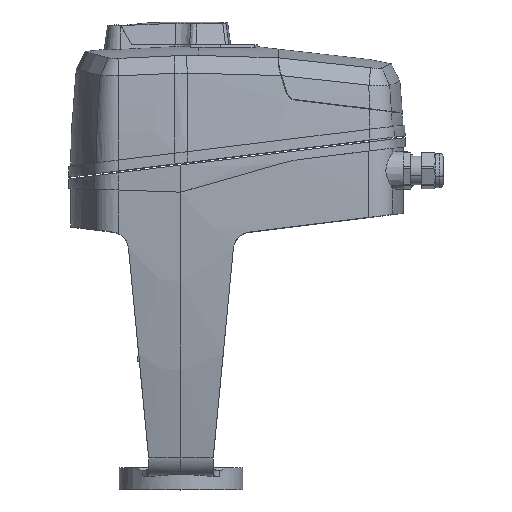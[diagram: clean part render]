
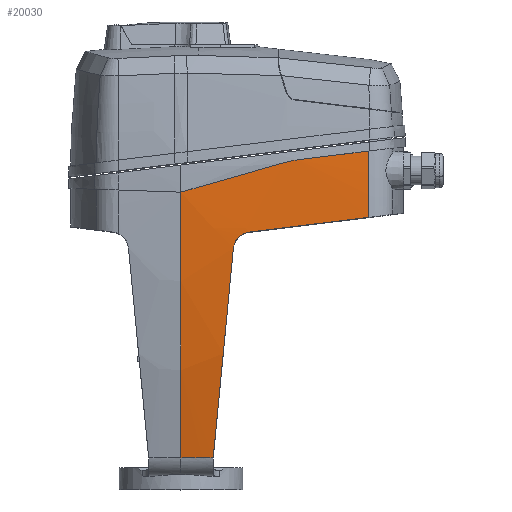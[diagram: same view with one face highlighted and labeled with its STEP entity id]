
A CAD part, top view. The second image highlights one B-rep face of the part: STEP entity #20030.
In plain terms, the highlighted toroidal (fillet/blend) face has major radius 299.848 mm and minor radius 1000 mm.
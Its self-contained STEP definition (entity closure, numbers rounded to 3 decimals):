
#152 = CARTESIAN_POINT ( 'NONE',  ( 65.384, 3.991, 57.704 ) ) ;
#508 = AXIS2_PLACEMENT_3D ( 'NONE', #19955, #10293, #725 ) ;
#592 = VERTEX_POINT ( 'NONE', #13532 ) ;
#672 = ORIENTED_EDGE ( 'NONE', *, *, #7080, .T. ) ;
#725 = DIRECTION ( 'NONE',  ( 1., 0., 0. ) ) ;
#751 = CARTESIAN_POINT ( 'NONE',  ( 21.711, -123.539, 49.671 ) ) ;
#792 = CARTESIAN_POINT ( 'NONE',  ( 0., -14.118, 60.858 ) ) ;
#1361 = ORIENTED_EDGE ( 'NONE', *, *, #2177, .F. ) ;
#1474 = CARTESIAN_POINT ( 'NONE',  ( 78.563, 5.609, 56.599 ) ) ;
#1476 = CARTESIAN_POINT ( 'NONE',  ( 33.752, -37.85, 58.815 ) ) ;
#1520 = EDGE_CURVE ( 'NONE', #2381, #592, #19243, .T. ) ;
#1553 = ORIENTED_EDGE ( 'NONE', *, *, #1520, .F. ) ;
#1902 = B_SPLINE_CURVE_WITH_KNOTS ( 'NONE', 3,
 ( #792, #8769, #2401, #13644 ),
 .UNSPECIFIED., .F., .F.,
 ( 4, 4 ),
 ( 0., 0. ),
 .UNSPECIFIED. ) ;
#2177 = EDGE_CURVE ( 'NONE', #17503, #16832, #7788, .T. ) ;
#2357 = CARTESIAN_POINT ( 'NONE',  ( 18., -162.134, 41.475 ) ) ;
#2381 = VERTEX_POINT ( 'NONE', #6981 ) ;
#2401 = CARTESIAN_POINT ( 'NONE',  ( 0., -14.118, 60.858 ) ) ;
#2665 = EDGE_CURVE ( 'NONE', #16832, #7014, #19884, .T. ) ;
#2830 = CARTESIAN_POINT ( 'NONE',  ( 104.838, -28.127, 53.075 ) ) ;
#3102 = ORIENTED_EDGE ( 'NONE', *, *, #7205, .F. ) ;
#3204 = CARTESIAN_POINT ( 'NONE',  ( 0., 0., -639. ) ) ;
#3285 = EDGE_LOOP ( 'NONE', ( #7208, #3102, #1553, #672, #8274, #12341, #6224, #1361, #19167, #6935 ) ) ;
#3336 = CIRCLE ( 'NONE', #508, 1000. ) ;
#3648 = EDGE_CURVE ( 'NONE', #7014, #11024, #5250, .T. ) ;
#4721 = CARTESIAN_POINT ( 'NONE',  ( 104.838, 8.835, 53.59 ) ) ;
#4731 = CARTESIAN_POINT ( 'NONE',  ( 38.489, -3.081, 59.787 ) ) ;
#4823 = CIRCLE ( 'NONE', #7333, 700. ) ;
#4846 = DIRECTION ( 'NONE',  ( 0., 1., 0. ) ) ;
#4884 = DIRECTION ( 'NONE',  ( 1., 0., 0. ) ) ;
#4933 = CARTESIAN_POINT ( 'NONE',  ( 37.967, -36.338, 58.67 ) ) ;
#5250 = B_SPLINE_CURVE_WITH_KNOTS ( 'NONE', 3,
 ( #12701, #1474, #14313, #4721 ),
 .UNSPECIFIED., .F., .F.,
 ( 4, 4 ),
 ( 0., 0.04 ),
 .UNSPECIFIED. ) ;
#5298 = EDGE_CURVE ( 'NONE', #17503, #13787, #1902, .T. ) ;
#5964 = CARTESIAN_POINT ( 'NONE',  ( -17.452, 0., -639. ) ) ;
#6164 = VERTEX_POINT ( 'NONE', #20681 ) ;
#6224 = ORIENTED_EDGE ( 'NONE', *, *, #2665, .F. ) ;
#6359 = CARTESIAN_POINT ( 'NONE',  ( 19.257, -8.596, 60.633 ) ) ;
#6492 = CARTESIAN_POINT ( 'NONE',  ( 31.267, -40.131, 58.812 ) ) ;
#6771 = CARTESIAN_POINT ( 'NONE',  ( 29.489, -43.635, 58.687 ) ) ;
#6818 = CARTESIAN_POINT ( 'NONE',  ( 37.967, -36.338, 58.67 ) ) ;
#6935 = ORIENTED_EDGE ( 'NONE', *, *, #6941, .T. ) ;
#6941 = EDGE_CURVE ( 'NONE', #13787, #19002, #4823, .T. ) ;
#6981 = CARTESIAN_POINT ( 'NONE',  ( 37.967, -36.338, 58.67 ) ) ;
#7014 = VERTEX_POINT ( 'NONE', #11398 ) ;
#7080 = EDGE_CURVE ( 'NONE', #2381, #17954, #9218, .T. ) ;
#7161 = CARTESIAN_POINT ( 'NONE',  ( 29.232, -45.307, 58.592 ) ) ;
#7205 = EDGE_CURVE ( 'NONE', #592, #6164, #18904, .T. ) ;
#7208 = ORIENTED_EDGE ( 'NONE', *, *, #13953, .F. ) ;
#7333 = AXIS2_PLACEMENT_3D ( 'NONE', #3204, #14454, #4846 ) ;
#7620 = DIRECTION ( 'NONE',  ( 0., 1., 0. ) ) ;
#7788 = B_SPLINE_CURVE_WITH_KNOTS ( 'NONE', 3,
 ( #7944, #6359, #4731, #9515 ),
 .UNSPECIFIED., .F., .F.,
 ( 4, 4 ),
 ( 0., 0.06 ),
 .UNSPECIFIED. ) ;
#7944 = CARTESIAN_POINT ( 'NONE',  ( 0., -14.118, 60.858 ) ) ;
#8232 = AXIS2_PLACEMENT_3D ( 'NONE', #5964, #17222, #7620 ) ;
#8274 = ORIENTED_EDGE ( 'NONE', *, *, #18074, .F. ) ;
#8724 = CARTESIAN_POINT ( 'NONE',  ( 27.338, -65.01, 57.401 ) ) ;
#8769 = CARTESIAN_POINT ( 'NONE',  ( 0., -14.118, 60.858 ) ) ;
#9218 = B_SPLINE_CURVE_WITH_KNOTS ( 'NONE', 3,
 ( #6818, #9919, #19631, #9985 ),
 .UNSPECIFIED., .F., .F.,
 ( 4, 4 ),
 ( 0.038, 0.106 ),
 .UNSPECIFIED. ) ;
#9515 = CARTESIAN_POINT ( 'NONE',  ( 57.696, 2.426, 58.32 ) ) ;
#9736 = CARTESIAN_POINT ( 'NONE',  ( 62.782, 3.671, 57.922 ) ) ;
#9919 = CARTESIAN_POINT ( 'NONE',  ( 60.306, -33.595, 57.571 ) ) ;
#9985 = CARTESIAN_POINT ( 'NONE',  ( 104.838, -28.127, 53.075 ) ) ;
#9991 = CARTESIAN_POINT ( 'NONE',  ( 35.253, -37.052, 58.78 ) ) ;
#10293 = DIRECTION ( 'NONE',  ( 0., -0.973, -0.232 ) ) ;
#10328 = CARTESIAN_POINT ( 'NONE',  ( 25.455, -84.596, 55.376 ) ) ;
#11024 = VERTEX_POINT ( 'NONE', #20734 ) ;
#11037 = CARTESIAN_POINT ( 'NONE',  ( 0., -14.118, 60.858 ) ) ;
#11280 = CARTESIAN_POINT ( 'NONE',  ( 57.696, 2.426, 58.32 ) ) ;
#11398 = CARTESIAN_POINT ( 'NONE',  ( 65.384, 3.991, 57.704 ) ) ;
#11620 = CARTESIAN_POINT ( 'NONE',  ( 30.631, -41.056, 58.789 ) ) ;
#11750 = CARTESIAN_POINT ( 'NONE',  ( 29.873, -42.578, 58.734 ) ) ;
#11961 = CARTESIAN_POINT ( 'NONE',  ( 19.85, -142.895, 45.991 ) ) ;
#12341 = ORIENTED_EDGE ( 'NONE', *, *, #3648, .F. ) ;
#12523 = TOROIDAL_SURFACE ( 'NONE', #8232, -299.848, 1000. ) ;
#12531 = CARTESIAN_POINT ( 'NONE',  ( 37.403, -36.408, 58.698 ) ) ;
#12596 = CARTESIAN_POINT ( 'NONE',  ( 30.351, -41.546, 58.774 ) ) ;
#12701 = CARTESIAN_POINT ( 'NONE',  ( 65.384, 3.991, 57.704 ) ) ;
#13188 = CARTESIAN_POINT ( 'NONE',  ( 29.232, -45.307, 58.592 ) ) ;
#13532 = CARTESIAN_POINT ( 'NONE',  ( 29.232, -45.307, 58.592 ) ) ;
#13644 = CARTESIAN_POINT ( 'NONE',  ( 0., -14.118, 60.858 ) ) ;
#13787 = VERTEX_POINT ( 'NONE', #19601 ) ;
#13953 = EDGE_CURVE ( 'NONE', #6164, #19002, #3336, .T. ) ;
#14108 = CARTESIAN_POINT ( 'NONE',  ( 0., -162.245, 41.938 ) ) ;
#14313 = CARTESIAN_POINT ( 'NONE',  ( 91.714, 7.224, 55.228 ) ) ;
#14454 = DIRECTION ( 'NONE',  ( 1., 0., 0. ) ) ;
#14480 = CARTESIAN_POINT ( 'NONE',  ( 104.838, 0., -639. ) ) ;
#14691 = AXIS2_PLACEMENT_3D ( 'NONE', #14480, #4884, #16082 ) ;
#15419 = CARTESIAN_POINT ( 'NONE',  ( 29.286, -44.741, 58.626 ) ) ;
#16062 = CARTESIAN_POINT ( 'NONE',  ( 32.418, -38.88, 58.826 ) ) ;
#16082 = DIRECTION ( 'NONE',  ( 0., 1., 0. ) ) ;
#16278 = CARTESIAN_POINT ( 'NONE',  ( 31.624, -39.696, 58.819 ) ) ;
#16544 = CARTESIAN_POINT ( 'NONE',  ( 36.852, -36.524, 58.722 ) ) ;
#16796 = FACE_OUTER_BOUND ( 'NONE', #3285, .T. ) ;
#16832 = VERTEX_POINT ( 'NONE', #20791 ) ;
#17222 = DIRECTION ( 'NONE',  ( -1., 0., 0. ) ) ;
#17364 = CIRCLE ( 'NONE', #14691, 692.647 ) ;
#17503 = VERTEX_POINT ( 'NONE', #11037 ) ;
#17777 = CARTESIAN_POINT ( 'NONE',  ( 60.219, 3.15, 58.128 ) ) ;
#17954 = VERTEX_POINT ( 'NONE', #2830 ) ;
#18074 = EDGE_CURVE ( 'NONE', #11024, #17954, #17364, .T. ) ;
#18240 = CARTESIAN_POINT ( 'NONE',  ( 34.233, -37.558, 58.806 ) ) ;
#18869 = CARTESIAN_POINT ( 'NONE',  ( 32.845, -38.511, 58.825 ) ) ;
#18904 = B_SPLINE_CURVE_WITH_KNOTS ( 'NONE', 3,
 ( #7161, #8724, #10328, #751, #11961, #2357 ),
 .UNSPECIFIED., .F., .F.,
 ( 4, 2, 4 ),
 ( 0.008, 0.067, 0.127 ),
 .UNSPECIFIED. ) ;
#19002 = VERTEX_POINT ( 'NONE', #14108 ) ;
#19089 = CARTESIAN_POINT ( 'NONE',  ( 35.777, -36.846, 58.763 ) ) ;
#19167 = ORIENTED_EDGE ( 'NONE', *, *, #5298, .T. ) ;
#19243 = B_SPLINE_CURVE_WITH_KNOTS ( 'NONE', 3,
 ( #4933, #12531, #16544, #19089, #9991, #18240, #1476, #18869, #16062, #16278, #6492, #11620, #12596, #11750, #6771, #15419, #13188 ),
 .UNSPECIFIED., .F., .F.,
 ( 4, 2, 2, 2, 2, 2, 2, 1, 4 ),
 ( 0., 0.002, 0.003, 0.005, 0.007, 0.008, 0.01, 0.012, 0.013 ),
 .UNSPECIFIED. ) ;
#19601 = CARTESIAN_POINT ( 'NONE',  ( 0., -14.118, 60.858 ) ) ;
#19631 = CARTESIAN_POINT ( 'NONE',  ( 82.596, -30.858, 55.707 ) ) ;
#19884 = B_SPLINE_CURVE_WITH_KNOTS ( 'NONE', 3,
 ( #11280, #17777, #9736, #152 ),
 .UNSPECIFIED., .F., .F.,
 ( 4, 4 ),
 ( 0., 0.008 ),
 .UNSPECIFIED. ) ;
#19955 = CARTESIAN_POINT ( 'NONE',  ( -17.452, 69.498, -930.682 ) ) ;
#20030 = ADVANCED_FACE ( 'NONE', ( #16796 ), #12523, .T. ) ;
#20681 = CARTESIAN_POINT ( 'NONE',  ( 18., -162.134, 41.475 ) ) ;
#20734 = CARTESIAN_POINT ( 'NONE',  ( 104.838, 8.835, 53.59 ) ) ;
#20791 = CARTESIAN_POINT ( 'NONE',  ( 57.696, 2.426, 58.32 ) ) ;
